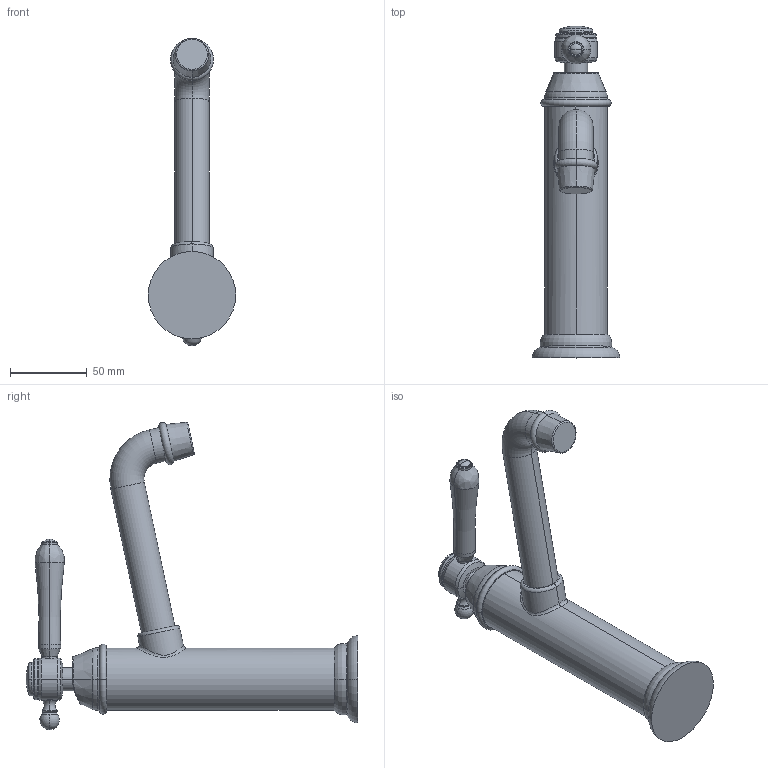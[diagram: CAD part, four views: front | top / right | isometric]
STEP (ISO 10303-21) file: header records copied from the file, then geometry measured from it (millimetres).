
FILE_DESCRIPTION((''),'2;1');
FILE_NAME('1033_SW0001','2024-05-17T19:21:46',('nehatek'),(''),'CREO PARAMETRIC BY PTC INC, 2023134','CREO PARAMETRIC BY PTC INC, 2023134','');
FILE_SCHEMA(('CONFIG_CONTROL_DESIGN'));
Length unit declared in the file: inch
Products named in the file (1): 1033_SW0001
Bounding box: 57.02 x 216.62 x 200.67 mm (x, y, z)
Volume: 345881.3 mm3; surface area: 48120.5 mm2
Topology: 1 solids, 1 shells, 126 faces, 273 edges, 153 vertices
Faces by surface type: torus 36, cylinder 33, cone 24, plane 17, bspline 10, sphere 6
Entity records: 4508 total; most frequent: CARTESIAN_POINT 1727, DIRECTION 643, ORIENTED_EDGE 534, AXIS2_PLACEMENT_3D 288, EDGE_CURVE 267, CIRCLE 172, VERTEX_POINT 153, EDGE_LOOP 136
